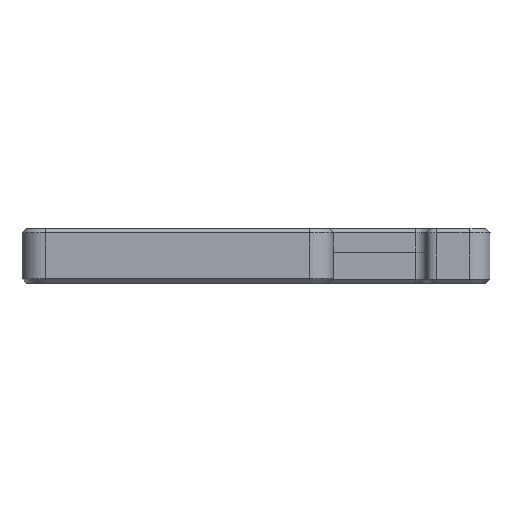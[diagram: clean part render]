
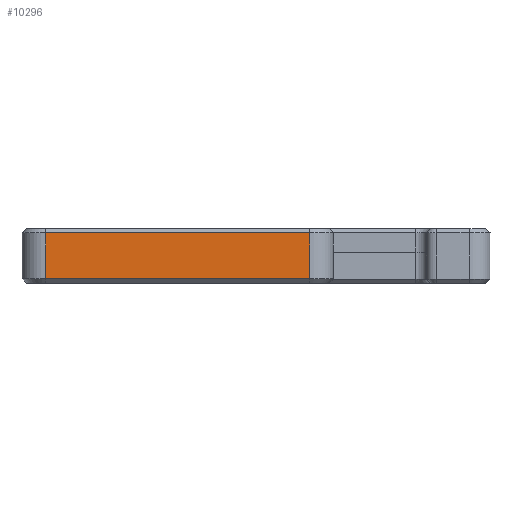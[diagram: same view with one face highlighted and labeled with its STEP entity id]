
A CAD part, left-side view. The second image highlights one B-rep face of the part: STEP entity #10296.
In plain terms, the highlighted planar face has unit normal (-1, 0, 0).
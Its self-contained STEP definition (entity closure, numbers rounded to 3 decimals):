
#1340=FACE_OUTER_BOUND('',#1973,.T.);
#1973=EDGE_LOOP('',(#9253,#9254,#9255,#9256));
#2892=LINE('',#17015,#3940);
#2944=LINE('',#17161,#3992);
#2946=LINE('',#17168,#3994);
#2992=LINE('',#17290,#4040);
#3940=VECTOR('',#13955,10.);
#3992=VECTOR('',#14115,10.);
#3994=VECTOR('',#14123,10.);
#4040=VECTOR('',#14251,27.);
#4859=VERTEX_POINT('',#17009);
#4860=VERTEX_POINT('',#17013);
#4891=VERTEX_POINT('',#17160);
#4893=VERTEX_POINT('',#17166);
#6219=EDGE_CURVE('',#4859,#4860,#2892,.T.);
#6288=EDGE_CURVE('',#4859,#4891,#2944,.T.);
#6292=EDGE_CURVE('',#4860,#4893,#2946,.T.);
#6355=EDGE_CURVE('',#4893,#4891,#2992,.T.);
#9253=ORIENTED_EDGE('',*,*,#6219,.T.);
#9254=ORIENTED_EDGE('',*,*,#6292,.T.);
#9255=ORIENTED_EDGE('',*,*,#6355,.T.);
#9256=ORIENTED_EDGE('',*,*,#6288,.F.);
#9691=PLANE('',#11319);
#10296=ADVANCED_FACE('',(#1340),#9691,.F.);
#11319=AXIS2_PLACEMENT_3D('',#17387,#14350,#14351);
#13955=DIRECTION('',(0.,1.,0.));
#14115=DIRECTION('',(0.,0.,-1.));
#14123=DIRECTION('',(0.,0.,-1.));
#14251=DIRECTION('',(0.,-1.,0.));
#14350=DIRECTION('center_axis',(1.,0.,0.));
#14351=DIRECTION('ref_axis',(0.,1.,0.));
#17009=CARTESIAN_POINT('',(-47.017,16.343,5.172));
#17013=CARTESIAN_POINT('',(-47.017,41.643,5.172));
#17015=CARTESIAN_POINT('',(-47.017,22.343,5.172));
#17160=CARTESIAN_POINT('',(-47.017,16.343,0.772));
#17161=CARTESIAN_POINT('',(-47.017,16.343,2.83));
#17166=CARTESIAN_POINT('',(-47.017,41.643,0.772));
#17168=CARTESIAN_POINT('',(-47.017,41.643,2.83));
#17290=CARTESIAN_POINT('',(-47.017,43.343,0.772));
#17387=CARTESIAN_POINT('Origin',(-47.017,45.593,3.322));
